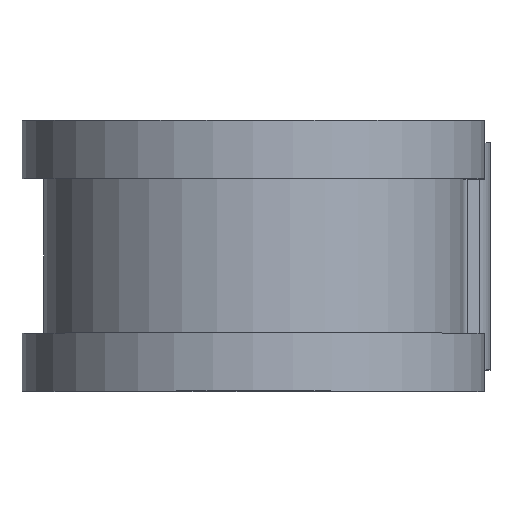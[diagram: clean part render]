
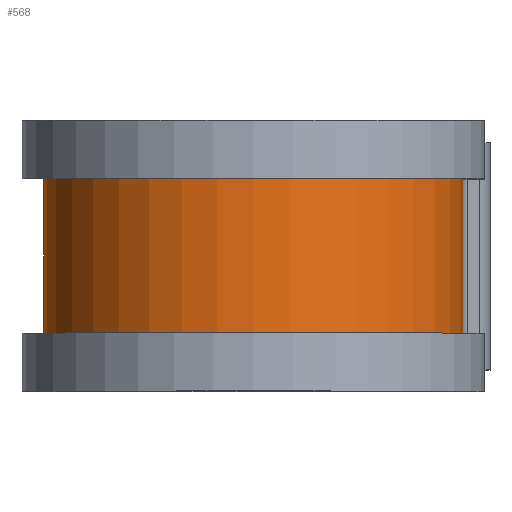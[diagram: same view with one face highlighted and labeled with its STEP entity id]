
A CAD part, top view. The second image highlights one B-rep face of the part: STEP entity #568.
In plain terms, the highlighted cylindrical face has radius 14.643 mm (diameter 29.286 mm), a partial arc.
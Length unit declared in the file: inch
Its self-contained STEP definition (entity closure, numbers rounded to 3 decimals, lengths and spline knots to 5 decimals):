
#33 = EDGE_CURVE ( 'NONE', #1073, #1410, #1336, .T. ) ;
#38 = CARTESIAN_POINT ( 'NONE',  ( 0., 0.2125, 0. ) ) ;
#185 = DIRECTION ( 'NONE',  ( 0., 0., -1. ) ) ;
#187 = DIRECTION ( 'NONE',  ( 0., -1., 0. ) ) ;
#190 = ORIENTED_EDGE ( 'NONE', *, *, #1684, .F. ) ;
#191 = VECTOR ( 'NONE', #458, 39.37008 ) ;
#214 = AXIS2_PLACEMENT_3D ( 'NONE', #38, #915, #185 ) ;
#240 = CARTESIAN_POINT ( 'NONE',  ( 0., 0.2125, -0.5765 ) ) ;
#264 = EDGE_LOOP ( 'NONE', ( #361, #1651, #942, #190 ) ) ;
#344 = LINE ( 'NONE', #553, #191 ) ;
#361 = ORIENTED_EDGE ( 'NONE', *, *, #33, .F. ) ;
#424 = EDGE_CURVE ( 'NONE', #1477, #1466, #344, .T. ) ;
#458 = DIRECTION ( 'NONE',  ( 0., -1., 0. ) ) ;
#513 = DIRECTION ( 'NONE',  ( 0., -1., 0. ) ) ;
#553 = CARTESIAN_POINT ( 'NONE',  ( 0., 0.3125, -0.5765 ) ) ;
#568 = ADVANCED_FACE ( 'NONE', ( #1387 ), #1350, .T. ) ;
#617 = CIRCLE ( 'NONE', #214, 0.5765 ) ;
#662 = AXIS2_PLACEMENT_3D ( 'NONE', #1253, #513, #1401 ) ;
#692 = CIRCLE ( 'NONE', #662, 0.5765 ) ;
#915 = DIRECTION ( 'NONE',  ( 0., -1., 0. ) ) ;
#942 = ORIENTED_EDGE ( 'NONE', *, *, #424, .T. ) ;
#1066 = CARTESIAN_POINT ( 'NONE',  ( 0.5765, 0.3125, 0. ) ) ;
#1073 = VERTEX_POINT ( 'NONE', #1749 ) ;
#1129 = CARTESIAN_POINT ( 'NONE',  ( 0., 0.3125, 0. ) ) ;
#1183 = DIRECTION ( 'NONE',  ( 0., 0., -1. ) ) ;
#1226 = EDGE_CURVE ( 'NONE', #1073, #1477, #617, .T. ) ;
#1234 = CARTESIAN_POINT ( 'NONE',  ( 0.5765, -0.2125, 0. ) ) ;
#1253 = CARTESIAN_POINT ( 'NONE',  ( 0., -0.2125, 0. ) ) ;
#1336 = LINE ( 'NONE', #1066, #1342 ) ;
#1342 = VECTOR ( 'NONE', #187, 39.37008 ) ;
#1350 = CYLINDRICAL_SURFACE ( 'NONE', #1578, 0.5765 ) ;
#1386 = CARTESIAN_POINT ( 'NONE',  ( 0., -0.2125, -0.5765 ) ) ;
#1387 = FACE_OUTER_BOUND ( 'NONE', #264, .T. ) ;
#1401 = DIRECTION ( 'NONE',  ( 0., 0., -1. ) ) ;
#1410 = VERTEX_POINT ( 'NONE', #1234 ) ;
#1466 = VERTEX_POINT ( 'NONE', #1386 ) ;
#1477 = VERTEX_POINT ( 'NONE', #240 ) ;
#1578 = AXIS2_PLACEMENT_3D ( 'NONE', #1129, #1585, #1183 ) ;
#1585 = DIRECTION ( 'NONE',  ( 0., -1., 0. ) ) ;
#1651 = ORIENTED_EDGE ( 'NONE', *, *, #1226, .T. ) ;
#1684 = EDGE_CURVE ( 'NONE', #1410, #1466, #692, .T. ) ;
#1749 = CARTESIAN_POINT ( 'NONE',  ( 0.5765, 0.2125, 0. ) ) ;
